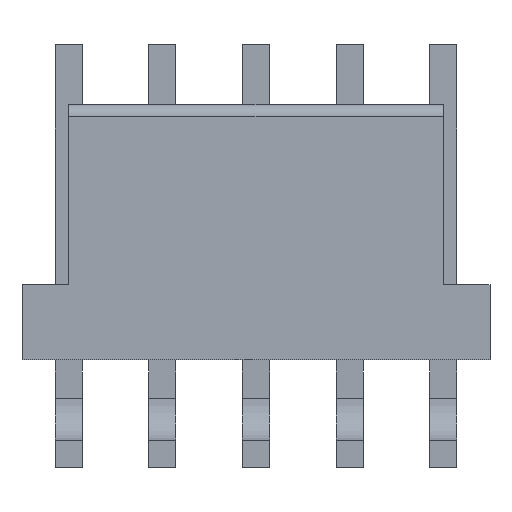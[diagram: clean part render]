
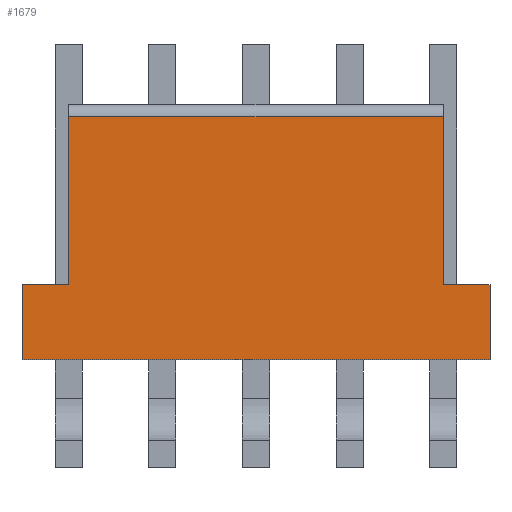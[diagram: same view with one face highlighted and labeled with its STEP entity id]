
A CAD part, front view. The second image highlights one B-rep face of the part: STEP entity #1679.
In plain terms, the highlighted planar face has unit normal (0, -1, 0).
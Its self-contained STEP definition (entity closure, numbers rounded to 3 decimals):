
#97=DIRECTION('',(0.,0.,-1.));
#98=VECTOR('',#97,3.175);
#99=CARTESIAN_POINT('',(-9.906,-4.585,0.));
#100=LINE('',#99,#98);
#249=DIRECTION('',(1.,0.,0.));
#250=VECTOR('',#249,19.812);
#251=CARTESIAN_POINT('',(-9.906,-4.585,-3.175));
#252=LINE('',#251,#250);
#253=DIRECTION('',(1.,0.,0.));
#254=VECTOR('',#253,1.981);
#255=CARTESIAN_POINT('',(-9.906,-4.585,0.));
#256=LINE('',#255,#254);
#257=DIRECTION('',(0.,0.,-1.));
#258=VECTOR('',#257,7.112);
#259=CARTESIAN_POINT('',(-7.925,-4.585,7.112));
#260=LINE('',#259,#258);
#261=DIRECTION('',(1.,0.,0.));
#262=VECTOR('',#261,15.85);
#263=CARTESIAN_POINT('',(-7.925,-4.585,7.112));
#264=LINE('',#263,#262);
#265=DIRECTION('',(0.,0.,-1.));
#266=VECTOR('',#265,7.112);
#267=CARTESIAN_POINT('',(7.925,-4.585,7.112));
#268=LINE('',#267,#266);
#269=DIRECTION('',(1.,0.,0.));
#270=VECTOR('',#269,1.981);
#271=CARTESIAN_POINT('',(7.925,-4.585,0.));
#272=LINE('',#271,#270);
#527=DIRECTION('',(0.,0.,-1.));
#528=VECTOR('',#527,3.175);
#529=CARTESIAN_POINT('',(9.906,-4.585,0.));
#530=LINE('',#529,#528);
#1152=CARTESIAN_POINT('',(-9.906,-4.585,-3.175));
#1154=VERTEX_POINT('',#1152);
#1160=CARTESIAN_POINT('',(9.906,-4.585,-3.175));
#1162=VERTEX_POINT('',#1160);
#1169=CARTESIAN_POINT('',(-7.925,-4.585,7.112));
#1171=VERTEX_POINT('',#1169);
#1173=CARTESIAN_POINT('',(7.925,-4.585,7.112));
#1175=VERTEX_POINT('',#1173);
#1176=CARTESIAN_POINT('',(-9.906,-4.585,0.));
#1177=VERTEX_POINT('',#1176);
#1178=CARTESIAN_POINT('',(9.906,-4.585,0.));
#1179=VERTEX_POINT('',#1178);
#1181=CARTESIAN_POINT('',(-7.925,-4.585,0.));
#1183=VERTEX_POINT('',#1181);
#1184=CARTESIAN_POINT('',(7.925,-4.585,0.));
#1186=VERTEX_POINT('',#1184);
#1658=CARTESIAN_POINT('',(-9.906,-4.585,7.112));
#1659=DIRECTION('',(0.,-1.,0.));
#1660=DIRECTION('',(0.,0.,-1.));
#1661=AXIS2_PLACEMENT_3D('',#1658,#1659,#1660);
#1662=PLANE('',#1661);
#1663=ORIENTED_EDGE('',*,*,#1505,.F.);
#1665=ORIENTED_EDGE('',*,*,#1664,.T.);
#1667=ORIENTED_EDGE('',*,*,#1666,.F.);
#1669=ORIENTED_EDGE('',*,*,#1668,.T.);
#1671=ORIENTED_EDGE('',*,*,#1670,.T.);
#1673=ORIENTED_EDGE('',*,*,#1672,.T.);
#1675=ORIENTED_EDGE('',*,*,#1674,.T.);
#1676=ORIENTED_EDGE('',*,*,#1650,.F.);
#1677=EDGE_LOOP('',(#1663,#1665,#1667,#1669,#1671,#1673,#1675,#1676));
#1678=FACE_OUTER_BOUND('',#1677,.F.);
#1679=ADVANCED_FACE('',(#1678),#1662,.T.);
#1505=EDGE_CURVE('',#1177,#1154,#100,.T.);
#1650=EDGE_CURVE('',#1154,#1162,#252,.T.);
#1664=EDGE_CURVE('',#1177,#1183,#256,.T.);
#1666=EDGE_CURVE('',#1171,#1183,#260,.T.);
#1668=EDGE_CURVE('',#1171,#1175,#264,.T.);
#1670=EDGE_CURVE('',#1175,#1186,#268,.T.);
#1672=EDGE_CURVE('',#1186,#1179,#272,.T.);
#1674=EDGE_CURVE('',#1179,#1162,#530,.T.);
